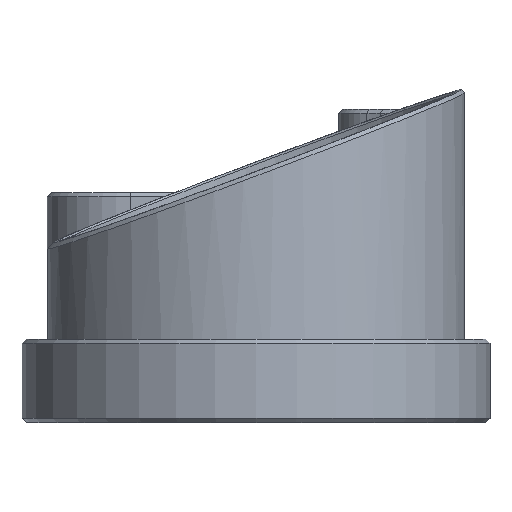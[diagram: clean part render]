
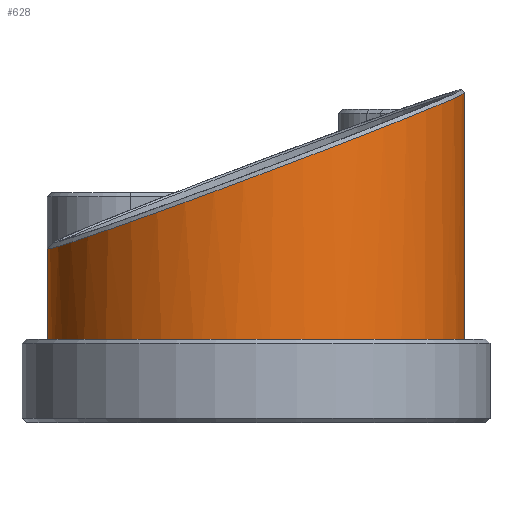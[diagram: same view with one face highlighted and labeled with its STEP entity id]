
A CAD part, left-side view. The second image highlights one B-rep face of the part: STEP entity #628.
In plain terms, the highlighted cylindrical face has radius 50 mm (diameter 100 mm), a full revolution.
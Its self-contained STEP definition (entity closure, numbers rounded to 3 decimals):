
#628=ADVANCED_FACE('',(#1684,#1686),#1688,.T.);
#1684=FACE_OUTER_BOUND('',#1685,.T.);
#1685=EDGE_LOOP('',(#4213));
#1686=FACE_OUTER_BOUND('',#1687,.T.);
#1687=EDGE_LOOP('',(#4214));
#1688=CYLINDRICAL_SURFACE('',#1689,50.);
#1689=AXIS2_PLACEMENT_3D('',#1690,#1691,#1692);
#1690=CARTESIAN_POINT('',(0.,0.,0.));
#1691=DIRECTION('',(0.,0.,1.));
#1692=DIRECTION('',(-1.,0.,0.));
#4213=ORIENTED_EDGE('',*,*,#5594,.T.);
#4214=ORIENTED_EDGE('',*,*,#5595,.T.);
#5594=EDGE_CURVE('',#6558,#6558,#6559,.F.);
#5595=EDGE_CURVE('',#6560,#6560,#6561,.T.);
#6558=VERTEX_POINT('',#8477);
#6559=B_SPLINE_CURVE_WITH_KNOTS('',3,
(#8478,#8479,#8480,#8481,#8482,#8483,#8484,#8485,#8486,#8487,#8488,#8489,#8490,#8491,
#8492,#8493,#8494,#8495,#8496,#8497,#8498,#8499,#8500,#8501,#8502,#8503,#8504,#8505,
#8506,#8507,#8508,#8509,#8510,#8511,#8512,#8513,#8514,#8515,#8516,#8517,#8518,#8519,
#8520,#8521,#8522,#8523,#8524,#8525,#8526),
.UNSPECIFIED.,.T.,.F.,
(4,1,1,1,1,1,1,1,1,1,1,1,1,1,1,1,1,1,1,1,1,1,1,1,1,1,1,1,1,1,1,1,1,1,1,1,1,1,1,1,
1,1,1,1,1,1,4),
(0.,0.019,0.038,0.058,0.078,0.098,
0.12,0.142,0.165,0.19,0.216,
0.243,0.269,0.295,0.32,0.343,
0.365,0.386,0.406,0.425,0.444,
0.463,0.481,0.499,0.518,0.536,
0.555,0.574,0.594,0.615,0.637,
0.66,0.684,0.71,0.736,0.763,
0.789,0.814,0.838,0.86,0.882,
0.902,0.922,0.942,0.961,0.98,
1.),
.UNSPECIFIED.);
#6560=VERTEX_POINT('',#8527);
#6561=CIRCLE('',#8528,50.);
#8477=CARTESIAN_POINT('',(-50.,0.,74.));
#8478=CARTESIAN_POINT('',(-50.,0.,74.));
#8479=CARTESIAN_POINT('',(-50.,-2.032,74.));
#8480=CARTESIAN_POINT('',(-49.75,-6.122,73.906));
#8481=CARTESIAN_POINT('',(-48.62,-12.207,73.479));
#8482=CARTESIAN_POINT('',(-46.715,-18.194,72.759));
#8483=CARTESIAN_POINT('',(-44.019,-24.006,71.741));
#8484=CARTESIAN_POINT('',(-40.515,-29.549,70.419));
#8485=CARTESIAN_POINT('',(-36.189,-34.727,68.788));
#8486=CARTESIAN_POINT('',(-31.025,-39.424,66.842));
#8487=CARTESIAN_POINT('',(-25.016,-43.502,64.579));
#8488=CARTESIAN_POINT('',(-18.187,-46.789,62.011));
#8489=CARTESIAN_POINT('',(-10.649,-49.072,59.178));
#8490=CARTESIAN_POINT('',(-2.659,-50.149,56.179));
#8491=CARTESIAN_POINT('',(5.389,-49.923,53.161));
#8492=CARTESIAN_POINT('',(13.097,-48.459,50.275));
#8493=CARTESIAN_POINT('',(20.186,-45.94,47.623));
#8494=CARTESIAN_POINT('',(26.53,-42.574,45.252));
#8495=CARTESIAN_POINT('',(32.099,-38.533,43.172));
#8496=CARTESIAN_POINT('',(36.899,-33.95,41.381));
#8497=CARTESIAN_POINT('',(40.94,-28.937,39.875));
#8498=CARTESIAN_POINT('',(44.234,-23.585,38.647));
#8499=CARTESIAN_POINT('',(46.791,-17.973,37.695));
#8500=CARTESIAN_POINT('',(48.622,-12.169,37.013));
#8501=CARTESIAN_POINT('',(49.731,-6.234,36.6));
#8502=CARTESIAN_POINT('',(50.12,-0.222,36.455));
#8503=CARTESIAN_POINT('',(49.784,5.812,36.58));
#8504=CARTESIAN_POINT('',(48.713,11.813,36.979));
#8505=CARTESIAN_POINT('',(46.892,17.722,37.657));
#8506=CARTESIAN_POINT('',(44.303,23.468,38.621));
#8507=CARTESIAN_POINT('',(40.924,28.974,39.88));
#8508=CARTESIAN_POINT('',(36.734,34.144,41.443));
#8509=CARTESIAN_POINT('',(31.713,38.868,43.316));
#8510=CARTESIAN_POINT('',(25.846,43.01,45.507));
#8511=CARTESIAN_POINT('',(19.145,46.402,48.012));
#8512=CARTESIAN_POINT('',(11.701,48.83,50.797));
#8513=CARTESIAN_POINT('',(3.753,50.08,53.775));
#8514=CARTESIAN_POINT('',(-4.321,50.029,56.802));
#8515=CARTESIAN_POINT('',(-12.112,48.718,59.727));
#8516=CARTESIAN_POINT('',(-19.321,46.315,62.437));
#8517=CARTESIAN_POINT('',(-25.803,43.023,64.875));
#8518=CARTESIAN_POINT('',(-31.512,39.019,67.025));
#8519=CARTESIAN_POINT('',(-36.446,34.442,68.885));
#8520=CARTESIAN_POINT('',(-40.611,29.404,70.455));
#8521=CARTESIAN_POINT('',(-44.012,24.005,71.739));
#8522=CARTESIAN_POINT('',(-46.652,18.34,72.735));
#8523=CARTESIAN_POINT('',(-48.559,12.439,73.456));
#8524=CARTESIAN_POINT('',(-49.733,6.309,73.899));
#8525=CARTESIAN_POINT('',(-50.,2.117,74.));
#8526=CARTESIAN_POINT('',(-50.,0.,74.));
#8527=CARTESIAN_POINT('',(-50.,0.,1.));
#8528=AXIS2_PLACEMENT_3D('',#8529,#8530,#8531);
#8529=CARTESIAN_POINT('',(0.,0.,1.));
#8530=DIRECTION('',(0.,0.,1.));
#8531=DIRECTION('',(-1.,0.,0.));
